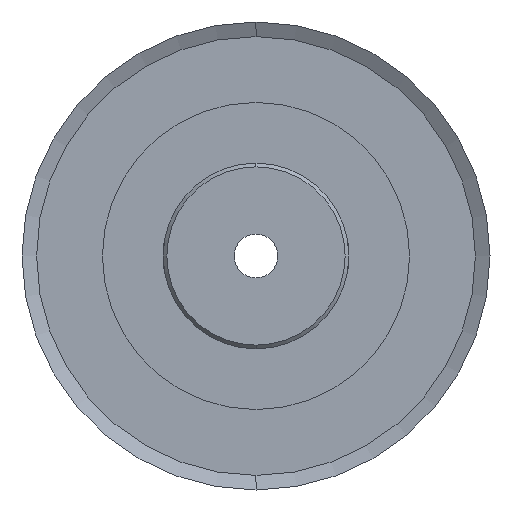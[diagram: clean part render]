
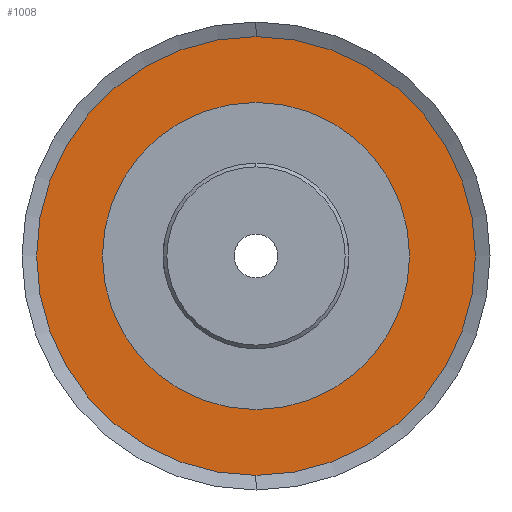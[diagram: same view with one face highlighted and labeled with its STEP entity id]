
A CAD part, left-side view. The second image highlights one B-rep face of the part: STEP entity #1008.
In plain terms, the highlighted planar face has unit normal (-1, 0, 0).
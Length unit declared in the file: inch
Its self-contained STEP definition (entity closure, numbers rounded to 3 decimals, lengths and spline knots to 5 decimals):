
#112 = CARTESIAN_POINT ( 'NONE',  ( -0.12402, 0., -0.59055 ) ) ;
#127 = EDGE_CURVE ( 'NONE', #7738, #3881, #6957, .T. ) ;
#277 = ORIENTED_EDGE ( 'NONE', *, *, #10232, .T. ) ;
#540 = AXIS2_PLACEMENT_3D ( 'NONE', #1057, #5897, #7404 ) ;
#882 = AXIS2_PLACEMENT_3D ( 'NONE', #6158, #1321, #6968 ) ;
#1008 = ADVANCED_FACE ( 'NONE', ( #6931, #5054 ), #5547, .T. ) ;
#1057 = CARTESIAN_POINT ( 'NONE',  ( -0.12402, 0., 0. ) ) ;
#1321 = DIRECTION ( 'NONE',  ( 1., 0., 0. ) ) ;
#1587 = CARTESIAN_POINT ( 'NONE',  ( -0.12402, 0., 0. ) ) ;
#1650 = EDGE_LOOP ( 'NONE', ( #3312, #7397 ) ) ;
#1814 = VERTEX_POINT ( 'NONE', #9409 ) ;
#2403 = DIRECTION ( 'NONE',  ( 0., 0., -1. ) ) ;
#2868 = EDGE_LOOP ( 'NONE', ( #9224, #277 ) ) ;
#3259 = CARTESIAN_POINT ( 'NONE',  ( -0.12402, 0., 0. ) ) ;
#3312 = ORIENTED_EDGE ( 'NONE', *, *, #127, .F. ) ;
#3881 = VERTEX_POINT ( 'NONE', #112 ) ;
#4058 = DIRECTION ( 'NONE',  ( 0., 0., -1. ) ) ;
#4379 = CIRCLE ( 'NONE', #882, 0.41339 ) ;
#4458 = AXIS2_PLACEMENT_3D ( 'NONE', #1587, #7231, #2403 ) ;
#4660 = CARTESIAN_POINT ( 'NONE',  ( -0.12402, 0., 0.41339 ) ) ;
#4708 = CARTESIAN_POINT ( 'NONE',  ( -0.12402, 0.59055, 0. ) ) ;
#5054 = FACE_OUTER_BOUND ( 'NONE', #1650, .T. ) ;
#5349 = AXIS2_PLACEMENT_3D ( 'NONE', #4708, #7926, #7967 ) ;
#5374 = CIRCLE ( 'NONE', #4458, 0.59055 ) ;
#5547 = PLANE ( 'NONE',  #5349 ) ;
#5897 = DIRECTION ( 'NONE',  ( 1., 0., 0. ) ) ;
#6158 = CARTESIAN_POINT ( 'NONE',  ( -0.12402, 0., 0. ) ) ;
#6503 = CIRCLE ( 'NONE', #8169, 0.41339 ) ;
#6931 = FACE_BOUND ( 'NONE', #2868, .T. ) ;
#6957 = CIRCLE ( 'NONE', #540, 0.59055 ) ;
#6968 = DIRECTION ( 'NONE',  ( 0., 0., -1. ) ) ;
#7051 = CARTESIAN_POINT ( 'NONE',  ( -0.12402, 0., 0.59055 ) ) ;
#7231 = DIRECTION ( 'NONE',  ( 1., 0., 0. ) ) ;
#7397 = ORIENTED_EDGE ( 'NONE', *, *, #9546, .F. ) ;
#7404 = DIRECTION ( 'NONE',  ( 0., 0., -1. ) ) ;
#7738 = VERTEX_POINT ( 'NONE', #7051 ) ;
#7750 = VERTEX_POINT ( 'NONE', #4660 ) ;
#7926 = DIRECTION ( 'NONE',  ( -1., 0., 0. ) ) ;
#7967 = DIRECTION ( 'NONE',  ( 0., 0., 1. ) ) ;
#8169 = AXIS2_PLACEMENT_3D ( 'NONE', #3259, #8868, #4058 ) ;
#8622 = EDGE_CURVE ( 'NONE', #1814, #7750, #4379, .T. ) ;
#8868 = DIRECTION ( 'NONE',  ( 1., 0., 0. ) ) ;
#9224 = ORIENTED_EDGE ( 'NONE', *, *, #8622, .T. ) ;
#9409 = CARTESIAN_POINT ( 'NONE',  ( -0.12402, 0., -0.41339 ) ) ;
#9546 = EDGE_CURVE ( 'NONE', #3881, #7738, #5374, .T. ) ;
#10232 = EDGE_CURVE ( 'NONE', #7750, #1814, #6503, .T. ) ;
